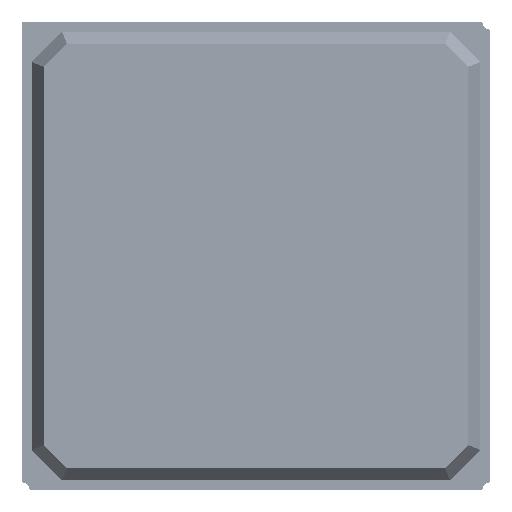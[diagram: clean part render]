
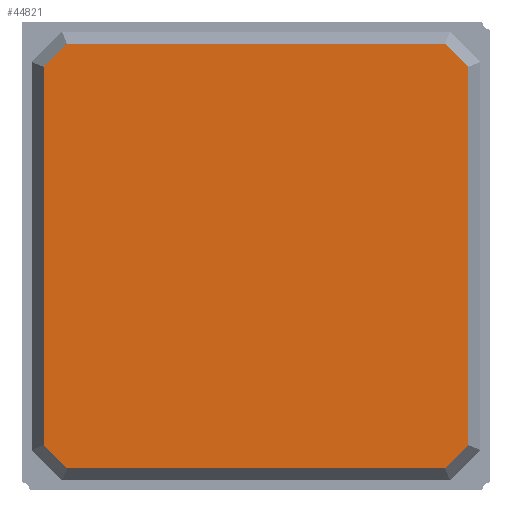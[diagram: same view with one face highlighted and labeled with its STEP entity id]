
A CAD part, top view. The second image highlights one B-rep face of the part: STEP entity #44821.
In plain terms, the highlighted planar face has unit normal (0, 0, 1).
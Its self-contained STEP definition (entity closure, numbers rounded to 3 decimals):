
#44557=CARTESIAN_POINT('',(14.071,-12.527,2.6));
#44558=VERTEX_POINT('',#44557);
#44565=CARTESIAN_POINT('',(12.527,-14.071,2.6));
#44566=VERTEX_POINT('',#44565);
#44567=CARTESIAN_POINT('',(14.071,-12.527,2.6));
#44568=DIRECTION('',(-0.707,-0.707,0.));
#44569=VECTOR('',#44568,2.183);
#44570=LINE('',#44567,#44569);
#44571=EDGE_CURVE('',#44566,#44558,#44570,.F.);
#44596=CARTESIAN_POINT('',(-12.527,-14.071,2.6));
#44597=VERTEX_POINT('',#44596);
#44598=CARTESIAN_POINT('',(12.527,-14.071,2.6));
#44599=DIRECTION('',(-1.0,0.0,0.0));
#44600=VECTOR('',#44599,25.054);
#44601=LINE('',#44598,#44600);
#44602=EDGE_CURVE('',#44597,#44566,#44601,.F.);
#44627=CARTESIAN_POINT('',(-14.071,-12.527,2.6));
#44628=VERTEX_POINT('',#44627);
#44629=CARTESIAN_POINT('',(-12.527,-14.071,2.6));
#44630=DIRECTION('',(-0.707,0.707,0.0));
#44631=VECTOR('',#44630,2.183);
#44632=LINE('',#44629,#44631);
#44633=EDGE_CURVE('',#44628,#44597,#44632,.F.);
#44658=CARTESIAN_POINT('',(-14.071,12.527,2.6));
#44659=VERTEX_POINT('',#44658);
#44660=CARTESIAN_POINT('',(-14.071,-12.527,2.6));
#44661=DIRECTION('',(0.0,1.0,0.0));
#44662=VECTOR('',#44661,25.054);
#44663=LINE('',#44660,#44662);
#44664=EDGE_CURVE('',#44659,#44628,#44663,.F.);
#44689=CARTESIAN_POINT('',(-12.527,14.071,2.6));
#44690=VERTEX_POINT('',#44689);
#44691=CARTESIAN_POINT('',(-14.071,12.527,2.6));
#44692=DIRECTION('',(0.707,0.707,0.0));
#44693=VECTOR('',#44692,2.183);
#44694=LINE('',#44691,#44693);
#44695=EDGE_CURVE('',#44690,#44659,#44694,.F.);
#44720=CARTESIAN_POINT('',(12.527,14.071,2.6));
#44721=VERTEX_POINT('',#44720);
#44722=CARTESIAN_POINT('',(-12.527,14.071,2.6));
#44723=DIRECTION('',(1.0,0.0,0.0));
#44724=VECTOR('',#44723,25.054);
#44725=LINE('',#44722,#44724);
#44726=EDGE_CURVE('',#44721,#44690,#44725,.F.);
#44751=CARTESIAN_POINT('',(14.071,12.527,2.6));
#44752=VERTEX_POINT('',#44751);
#44753=CARTESIAN_POINT('',(12.527,14.071,2.6));
#44754=DIRECTION('',(0.707,-0.707,0.));
#44755=VECTOR('',#44754,2.183);
#44756=LINE('',#44753,#44755);
#44757=EDGE_CURVE('',#44752,#44721,#44756,.F.);
#44780=CARTESIAN_POINT('',(14.071,12.527,2.6));
#44781=DIRECTION('',(0.0,-1.0,0.0));
#44782=VECTOR('',#44781,25.054);
#44783=LINE('',#44780,#44782);
#44784=EDGE_CURVE('',#44558,#44752,#44783,.F.);
#44806=CARTESIAN_POINT('',(11.5,15.5,2.6));
#44807=DIRECTION('',(0.0,0.0,-1.0));
#44808=DIRECTION('',(0.0,-1.0,0.0));
#44809=AXIS2_PLACEMENT_3D('',#44806,#44807,#44808);
#44810=PLANE('',#44809);
#44811=ORIENTED_EDGE('',*,*,#44784,.T.);
#44812=ORIENTED_EDGE('',*,*,#44757,.T.);
#44813=ORIENTED_EDGE('',*,*,#44726,.T.);
#44814=ORIENTED_EDGE('',*,*,#44695,.T.);
#44815=ORIENTED_EDGE('',*,*,#44664,.T.);
#44816=ORIENTED_EDGE('',*,*,#44633,.T.);
#44817=ORIENTED_EDGE('',*,*,#44602,.T.);
#44818=ORIENTED_EDGE('',*,*,#44571,.T.);
#44819=EDGE_LOOP('',(#44811,#44812,#44813,#44814,#44815,#44816,#44817,#44818));
#44820=FACE_OUTER_BOUND('',#44819,.T.);
#44821=ADVANCED_FACE('',(#44820),#44810,.F.);
